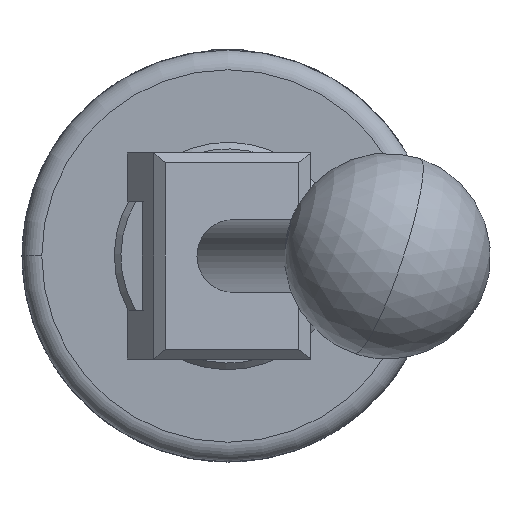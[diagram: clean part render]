
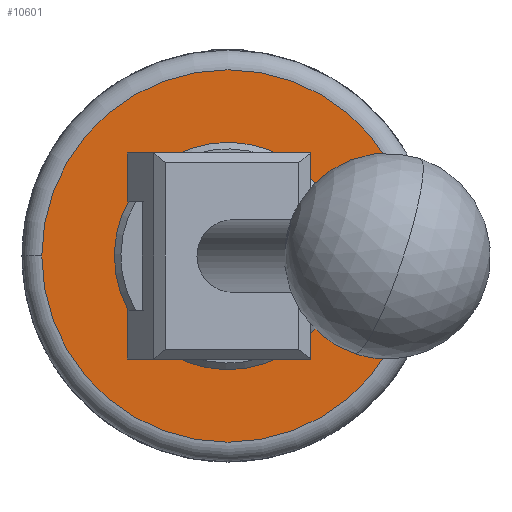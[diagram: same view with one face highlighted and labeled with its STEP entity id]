
A CAD part, front view. The second image highlights one B-rep face of the part: STEP entity #10601.
In plain terms, the highlighted planar face has unit normal (0, -1, 0).
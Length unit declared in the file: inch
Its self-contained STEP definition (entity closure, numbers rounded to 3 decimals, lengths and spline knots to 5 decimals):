
#2 = FACE_OUTER_BOUND ( 'NONE', #5434, .T. ) ;
#326 = AXIS2_PLACEMENT_3D ( 'NONE', #11357, #5846, #9003 ) ;
#558 = CARTESIAN_POINT ( 'NONE',  ( 1.13, 0., 0. ) ) ;
#1405 = FACE_BOUND ( 'NONE', #9974, .T. ) ;
#1527 = CARTESIAN_POINT ( 'NONE',  ( -1.13, 0., 0. ) ) ;
#2237 = PLANE ( 'NONE',  #326 ) ;
#2650 = VERTEX_POINT ( 'NONE', #14024 ) ;
#2863 = ORIENTED_EDGE ( 'NONE', *, *, #13997, .F. ) ;
#4000 = CARTESIAN_POINT ( 'NONE',  ( 0.348, 0., 0. ) ) ;
#4874 = CARTESIAN_POINT ( 'NONE',  ( 0., 0., 0. ) ) ;
#5434 = EDGE_LOOP ( 'NONE', ( #6522, #12707 ) ) ;
#5733 = CARTESIAN_POINT ( 'NONE',  ( 0., 0., 0. ) ) ;
#5846 = DIRECTION ( 'NONE',  ( 0., -1., 0. ) ) ;
#5874 = EDGE_CURVE ( 'NONE', #2650, #10723, #8399, .T. ) ;
#6109 = AXIS2_PLACEMENT_3D ( 'NONE', #13490, #12469, #10020 ) ;
#6511 = VERTEX_POINT ( 'NONE', #558 ) ;
#6522 = ORIENTED_EDGE ( 'NONE', *, *, #12524, .T. ) ;
#6617 = DIRECTION ( 'NONE',  ( 1., 0., 0. ) ) ;
#7942 = CIRCLE ( 'NONE', #8156, 1.13 ) ;
#8106 = DIRECTION ( 'NONE',  ( 1., 0., 0. ) ) ;
#8156 = AXIS2_PLACEMENT_3D ( 'NONE', #5733, #11536, #13679 ) ;
#8399 = CIRCLE ( 'NONE', #10986, 0.348 ) ;
#8870 = DIRECTION ( 'NONE',  ( 0., -1., 0. ) ) ;
#9003 = DIRECTION ( 'NONE',  ( 1., 0., 0. ) ) ;
#9343 = DIRECTION ( 'NONE',  ( 0., -1., 0. ) ) ;
#9714 = EDGE_CURVE ( 'NONE', #13532, #6511, #10991, .T. ) ;
#9974 = EDGE_LOOP ( 'NONE', ( #2863, #11009 ) ) ;
#10020 = DIRECTION ( 'NONE',  ( 1., 0., 0. ) ) ;
#10534 = CIRCLE ( 'NONE', #6109, 0.348 ) ;
#10601 = ADVANCED_FACE ( 'NONE', ( #2, #1405 ), #2237, .T. ) ;
#10723 = VERTEX_POINT ( 'NONE', #4000 ) ;
#10986 = AXIS2_PLACEMENT_3D ( 'NONE', #4874, #9343, #8106 ) ;
#10991 = CIRCLE ( 'NONE', #13828, 1.13 ) ;
#11009 = ORIENTED_EDGE ( 'NONE', *, *, #5874, .F. ) ;
#11357 = CARTESIAN_POINT ( 'NONE',  ( 0., 0., -0.348 ) ) ;
#11536 = DIRECTION ( 'NONE',  ( 0., -1., 0. ) ) ;
#12410 = CARTESIAN_POINT ( 'NONE',  ( 0., 0., 0. ) ) ;
#12469 = DIRECTION ( 'NONE',  ( 0., -1., 0. ) ) ;
#12524 = EDGE_CURVE ( 'NONE', #6511, #13532, #7942, .T. ) ;
#12707 = ORIENTED_EDGE ( 'NONE', *, *, #9714, .T. ) ;
#13490 = CARTESIAN_POINT ( 'NONE',  ( 0., 0., 0. ) ) ;
#13532 = VERTEX_POINT ( 'NONE', #1527 ) ;
#13679 = DIRECTION ( 'NONE',  ( 1., 0., 0. ) ) ;
#13828 = AXIS2_PLACEMENT_3D ( 'NONE', #12410, #8870, #6617 ) ;
#13997 = EDGE_CURVE ( 'NONE', #10723, #2650, #10534, .T. ) ;
#14024 = CARTESIAN_POINT ( 'NONE',  ( -0.348, 0., 0. ) ) ;
